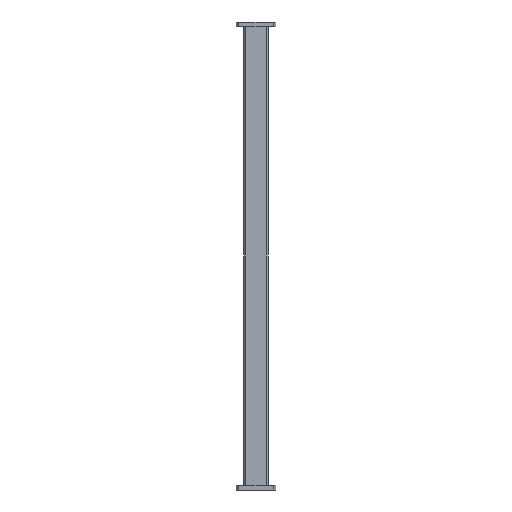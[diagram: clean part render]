
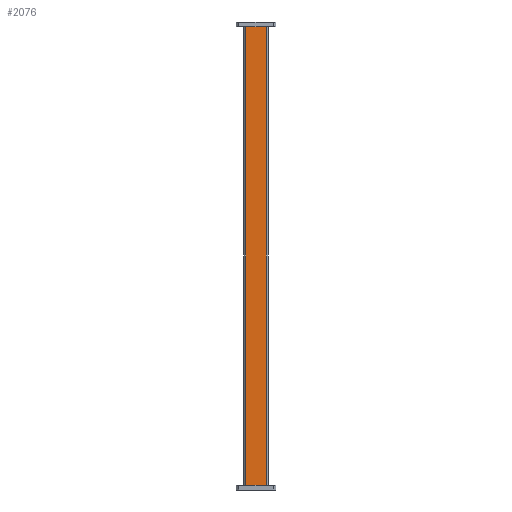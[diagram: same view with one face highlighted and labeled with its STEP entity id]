
A CAD part, front view. The second image highlights one B-rep face of the part: STEP entity #2076.
In plain terms, the highlighted planar face has unit normal (0, -1, 0).
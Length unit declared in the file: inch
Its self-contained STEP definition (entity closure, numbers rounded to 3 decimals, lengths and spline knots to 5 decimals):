
#33 = EDGE_CURVE ( 'NONE', #2288, #3061, #2841, .T. ) ;
#245 = VECTOR ( 'NONE', #1931, 39.37008 ) ;
#261 = CARTESIAN_POINT ( 'NONE',  ( 0.525, -0.3125, -25.16132 ) ) ;
#268 = VERTEX_POINT ( 'NONE', #2295 ) ;
#489 = ORIENTED_EDGE ( 'NONE', *, *, #33, .T. ) ;
#500 = DIRECTION ( 'NONE',  ( 0., 0., 1. ) ) ;
#708 = CARTESIAN_POINT ( 'NONE',  ( 0.625, -0.3125, -23.76378 ) ) ;
#812 = ORIENTED_EDGE ( 'NONE', *, *, #2182, .T. ) ;
#1046 = EDGE_CURVE ( 'NONE', #1830, #268, #2665, .T. ) ;
#1319 = CARTESIAN_POINT ( 'NONE',  ( -0.525, -0.3125, -25.16132 ) ) ;
#1434 = VECTOR ( 'NONE', #1858, 39.37008 ) ;
#1602 = DIRECTION ( 'NONE',  ( -1., 0., 0. ) ) ;
#1603 = AXIS2_PLACEMENT_3D ( 'NONE', #3179, #2601, #500 ) ;
#1607 = ORIENTED_EDGE ( 'NONE', *, *, #1046, .T. ) ;
#1651 = CARTESIAN_POINT ( 'NONE',  ( 0.625, -0.3125, -0.23622 ) ) ;
#1730 = EDGE_LOOP ( 'NONE', ( #1607, #3119, #489, #812 ) ) ;
#1782 = CARTESIAN_POINT ( 'NONE',  ( 0.525, -0.3125, -23.76378 ) ) ;
#1784 = DIRECTION ( 'NONE',  ( 1., 0., 0. ) ) ;
#1820 = FACE_OUTER_BOUND ( 'NONE', #1730, .T. ) ;
#1830 = VERTEX_POINT ( 'NONE', #2702 ) ;
#1858 = DIRECTION ( 'NONE',  ( 0., 0., -1. ) ) ;
#1931 = DIRECTION ( 'NONE',  ( 0., 0., 1. ) ) ;
#2076 = ADVANCED_FACE ( 'NONE', ( #1820 ), #3165, .F. ) ;
#2173 = VECTOR ( 'NONE', #1784, 39.37008 ) ;
#2182 = EDGE_CURVE ( 'NONE', #3061, #1830, #2980, .T. ) ;
#2288 = VERTEX_POINT ( 'NONE', #2771 ) ;
#2295 = CARTESIAN_POINT ( 'NONE',  ( -0.525, -0.3125, -0.23622 ) ) ;
#2478 = EDGE_CURVE ( 'NONE', #268, #2288, #2632, .T. ) ;
#2601 = DIRECTION ( 'NONE',  ( 0., 1., 0. ) ) ;
#2632 = LINE ( 'NONE', #1319, #1434 ) ;
#2665 = LINE ( 'NONE', #1651, #2845 ) ;
#2702 = CARTESIAN_POINT ( 'NONE',  ( 0.525, -0.3125, -0.23622 ) ) ;
#2771 = CARTESIAN_POINT ( 'NONE',  ( -0.525, -0.3125, -23.76378 ) ) ;
#2841 = LINE ( 'NONE', #708, #2173 ) ;
#2845 = VECTOR ( 'NONE', #1602, 39.37008 ) ;
#2980 = LINE ( 'NONE', #261, #245 ) ;
#3061 = VERTEX_POINT ( 'NONE', #1782 ) ;
#3119 = ORIENTED_EDGE ( 'NONE', *, *, #2478, .T. ) ;
#3165 = PLANE ( 'NONE',  #1603 ) ;
#3179 = CARTESIAN_POINT ( 'NONE',  ( 0.625, -0.3125, -25.16132 ) ) ;
